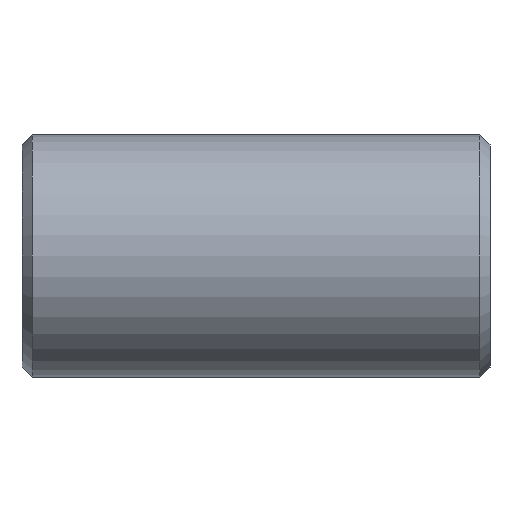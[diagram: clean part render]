
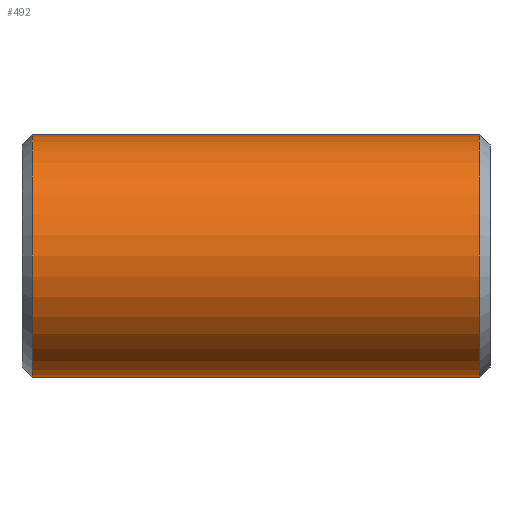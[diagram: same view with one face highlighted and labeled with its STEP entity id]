
A CAD part, front view. The second image highlights one B-rep face of the part: STEP entity #492.
In plain terms, the highlighted cylindrical face has radius 44.45 mm (diameter 88.9 mm), a partial arc.
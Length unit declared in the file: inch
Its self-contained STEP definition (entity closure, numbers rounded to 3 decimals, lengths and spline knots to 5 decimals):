
#17 = DIRECTION ( 'NONE',  ( 1., 0., 0. ) ) ;
#38 = CARTESIAN_POINT ( 'NONE',  ( 3.234, 0., 1.75 ) ) ;
#70 = VERTEX_POINT ( 'NONE', #301 ) ;
#71 = DIRECTION ( 'NONE',  ( 0., 0., 1. ) ) ;
#77 = ORIENTED_EDGE ( 'NONE', *, *, #628, .F. ) ;
#80 = CARTESIAN_POINT ( 'NONE',  ( 3.234, 0., -1.75 ) ) ;
#110 = EDGE_LOOP ( 'NONE', ( #77, #217, #465, #334 ) ) ;
#132 = LINE ( 'NONE', #307, #169 ) ;
#143 = VECTOR ( 'NONE', #474, 39.37008 ) ;
#167 = AXIS2_PLACEMENT_3D ( 'NONE', #287, #535, #233 ) ;
#169 = VECTOR ( 'NONE', #565, 39.37008 ) ;
#183 = CYLINDRICAL_SURFACE ( 'NONE', #167, 1.75 ) ;
#199 = CARTESIAN_POINT ( 'NONE',  ( -3.234, 0., 0. ) ) ;
#217 = ORIENTED_EDGE ( 'NONE', *, *, #536, .T. ) ;
#233 = DIRECTION ( 'NONE',  ( 0., 0., 1. ) ) ;
#236 = CARTESIAN_POINT ( 'NONE',  ( 3.234, 0., 0. ) ) ;
#287 = CARTESIAN_POINT ( 'NONE',  ( 3.38, 0., 0. ) ) ;
#301 = CARTESIAN_POINT ( 'NONE',  ( -3.234, 0., 1.75 ) ) ;
#307 = CARTESIAN_POINT ( 'NONE',  ( 3.38, 0., -1.75 ) ) ;
#329 = CARTESIAN_POINT ( 'NONE',  ( -3.234, 0., -1.75 ) ) ;
#334 = ORIENTED_EDGE ( 'NONE', *, *, #700, .T. ) ;
#346 = CARTESIAN_POINT ( 'NONE',  ( 3.38, 0., 1.75 ) ) ;
#358 = LINE ( 'NONE', #346, #143 ) ;
#395 = FACE_OUTER_BOUND ( 'NONE', #110, .T. ) ;
#409 = DIRECTION ( 'NONE',  ( -1., 0., 0. ) ) ;
#417 = CIRCLE ( 'NONE', #696, 1.75 ) ;
#418 = AXIS2_PLACEMENT_3D ( 'NONE', #236, #409, #668 ) ;
#463 = VERTEX_POINT ( 'NONE', #329 ) ;
#465 = ORIENTED_EDGE ( 'NONE', *, *, #518, .T. ) ;
#474 = DIRECTION ( 'NONE',  ( -1., 0., 0. ) ) ;
#481 = VERTEX_POINT ( 'NONE', #38 ) ;
#492 = ADVANCED_FACE ( 'NONE', ( #395 ), #183, .T. ) ;
#518 = EDGE_CURVE ( 'NONE', #481, #70, #358, .T. ) ;
#535 = DIRECTION ( 'NONE',  ( -1., 0., 0. ) ) ;
#536 = EDGE_CURVE ( 'NONE', #683, #481, #541, .T. ) ;
#541 = CIRCLE ( 'NONE', #418, 1.75 ) ;
#565 = DIRECTION ( 'NONE',  ( -1., 0., 0. ) ) ;
#628 = EDGE_CURVE ( 'NONE', #683, #463, #132, .T. ) ;
#668 = DIRECTION ( 'NONE',  ( 0., 0., -1. ) ) ;
#683 = VERTEX_POINT ( 'NONE', #80 ) ;
#696 = AXIS2_PLACEMENT_3D ( 'NONE', #199, #17, #71 ) ;
#700 = EDGE_CURVE ( 'NONE', #70, #463, #417, .T. ) ;
